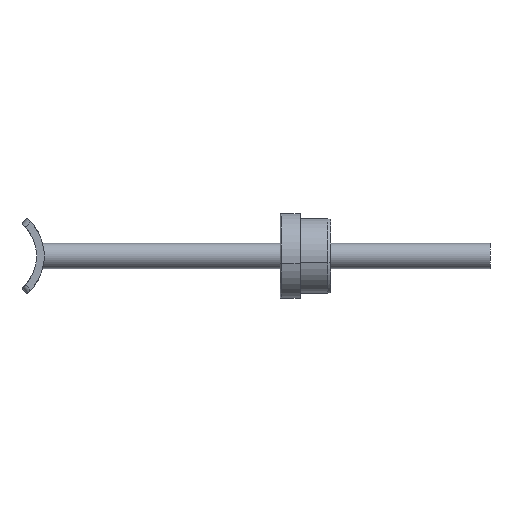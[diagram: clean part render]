
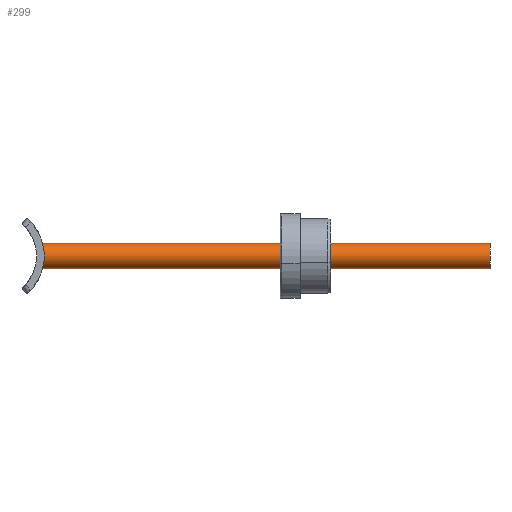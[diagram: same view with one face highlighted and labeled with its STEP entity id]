
A CAD part, front view. The second image highlights one B-rep face of the part: STEP entity #299.
In plain terms, the highlighted cylindrical face has radius 5 mm (diameter 10 mm), a partial arc.
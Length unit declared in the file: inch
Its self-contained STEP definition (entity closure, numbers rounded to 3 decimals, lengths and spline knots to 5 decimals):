
#99 = VERTEX_POINT ( 'NONE', #1033 ) ;
#130 = CIRCLE ( 'NONE', #1199, 0.19685 ) ;
#135 = DIRECTION ( 'NONE',  ( 0., 0., -1. ) ) ;
#248 = ORIENTED_EDGE ( 'NONE', *, *, #1394, .T. ) ;
#272 = VECTOR ( 'NONE', #1313, 39.37008 ) ;
#295 = EDGE_CURVE ( 'NONE', #1671, #99, #1951, .T. ) ;
#299 = ADVANCED_FACE ( 'NONE', ( #1972 ), #637, .T. ) ;
#350 = VERTEX_POINT ( 'NONE', #2129 ) ;
#359 = ORIENTED_EDGE ( 'NONE', *, *, #925, .F. ) ;
#452 = CARTESIAN_POINT ( 'NONE',  ( 0., 0., 0.19685 ) ) ;
#462 = CARTESIAN_POINT ( 'NONE',  ( 7.08661, 0., 0. ) ) ;
#548 = EDGE_CURVE ( 'NONE', #350, #639, #1470, .T. ) ;
#637 = CYLINDRICAL_SURFACE ( 'NONE', #1008, 0.19685 ) ;
#639 = VERTEX_POINT ( 'NONE', #452 ) ;
#660 = CARTESIAN_POINT ( 'NONE',  ( 7.08661, 0., 0. ) ) ;
#757 = CIRCLE ( 'NONE', #1339, 0.19685 ) ;
#795 = ORIENTED_EDGE ( 'NONE', *, *, #548, .T. ) ;
#800 = DIRECTION ( 'NONE',  ( -1., 0., 0. ) ) ;
#841 = CARTESIAN_POINT ( 'NONE',  ( 7.08661, 0., -0.19685 ) ) ;
#925 = EDGE_CURVE ( 'NONE', #350, #1671, #757, .T. ) ;
#930 = EDGE_LOOP ( 'NONE', ( #2069, #359, #795, #248 ) ) ;
#1008 = AXIS2_PLACEMENT_3D ( 'NONE', #660, #1111, #1758 ) ;
#1033 = CARTESIAN_POINT ( 'NONE',  ( 0., 0., -0.19685 ) ) ;
#1109 = CARTESIAN_POINT ( 'NONE',  ( 0., 0., 0. ) ) ;
#1111 = DIRECTION ( 'NONE',  ( -1., 0., 0. ) ) ;
#1130 = DIRECTION ( 'NONE',  ( 1., 0., 0. ) ) ;
#1199 = AXIS2_PLACEMENT_3D ( 'NONE', #1109, #1456, #135 ) ;
#1313 = DIRECTION ( 'NONE',  ( -1., 0., 0. ) ) ;
#1339 = AXIS2_PLACEMENT_3D ( 'NONE', #462, #1130, #1779 ) ;
#1394 = EDGE_CURVE ( 'NONE', #639, #99, #130, .T. ) ;
#1410 = VECTOR ( 'NONE', #800, 39.37008 ) ;
#1456 = DIRECTION ( 'NONE',  ( 1., 0., 0. ) ) ;
#1470 = LINE ( 'NONE', #1481, #272 ) ;
#1481 = CARTESIAN_POINT ( 'NONE',  ( 7.08661, 0., 0.19685 ) ) ;
#1671 = VERTEX_POINT ( 'NONE', #841 ) ;
#1758 = DIRECTION ( 'NONE',  ( 0., 0., 1. ) ) ;
#1779 = DIRECTION ( 'NONE',  ( 0., 0., -1. ) ) ;
#1951 = LINE ( 'NONE', #2140, #1410 ) ;
#1972 = FACE_OUTER_BOUND ( 'NONE', #930, .T. ) ;
#2069 = ORIENTED_EDGE ( 'NONE', *, *, #295, .F. ) ;
#2129 = CARTESIAN_POINT ( 'NONE',  ( 7.08661, 0., 0.19685 ) ) ;
#2140 = CARTESIAN_POINT ( 'NONE',  ( 7.08661, 0., -0.19685 ) ) ;
